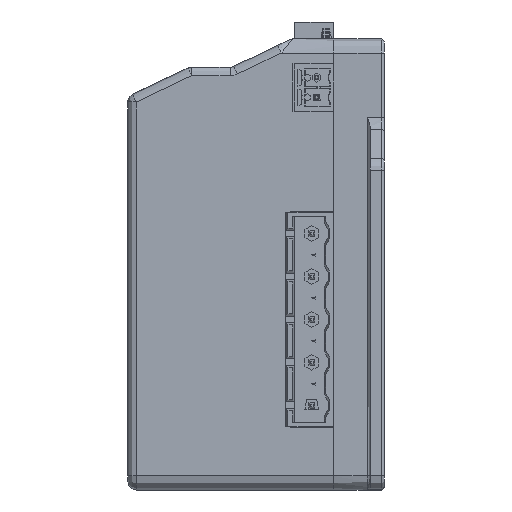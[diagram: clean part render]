
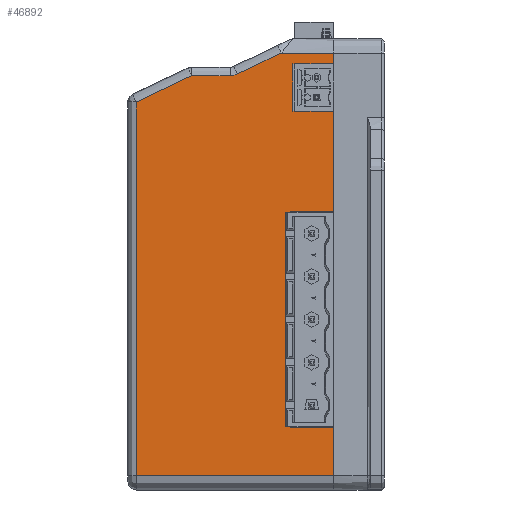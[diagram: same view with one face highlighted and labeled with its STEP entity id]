
A CAD part, left-side view. The second image highlights one B-rep face of the part: STEP entity #46892.
In plain terms, the highlighted face is planar.
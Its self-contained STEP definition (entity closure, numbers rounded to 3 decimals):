
#524 = CARTESIAN_POINT ( 'NONE',  ( 150., 0., -2.5 ) ) ;
#1394 = LINE ( 'NONE', #76305, #5511 ) ;
#1634 = EDGE_CURVE ( 'NONE', #2134, #17840, #22840, .T. ) ;
#1722 = DIRECTION ( 'NONE',  ( 0., 0.903, 0.43 ) ) ;
#2134 = VERTEX_POINT ( 'NONE', #70548 ) ;
#5301 = DIRECTION ( 'NONE',  ( 0., 0., 1. ) ) ;
#5310 = ORIENTED_EDGE ( 'NONE', *, *, #74243, .F. ) ;
#5366 = DIRECTION ( 'NONE',  ( 0., 0., -1. ) ) ;
#5398 = EDGE_CURVE ( 'NONE', #48768, #17840, #60059, .T. ) ;
#5511 = VECTOR ( 'NONE', #112292, 1000. ) ;
#6655 = CARTESIAN_POINT ( 'NONE',  ( 150., 7., -75.525 ) ) ;
#10212 = CIRCLE ( 'NONE', #63615, 3. ) ;
#12954 = ORIENTED_EDGE ( 'NONE', *, *, #45292, .F. ) ;
#14660 = EDGE_CURVE ( 'NONE', #43556, #112316, #10212, .T. ) ;
#17840 = VERTEX_POINT ( 'NONE', #19041 ) ;
#18401 = CARTESIAN_POINT ( 'NONE',  ( 150., 0., -77.5 ) ) ;
#19041 = CARTESIAN_POINT ( 'NONE',  ( 150., 0., -75.525 ) ) ;
#20229 = VECTOR ( 'NONE', #45528, 1000. ) ;
#21876 = VERTEX_POINT ( 'NONE', #27733 ) ;
#22840 = LINE ( 'NONE', #26548, #83956 ) ;
#26548 = CARTESIAN_POINT ( 'NONE',  ( 150., 0., -80. ) ) ;
#27733 = CARTESIAN_POINT ( 'NONE',  ( 150., 35., -2.5 ) ) ;
#28697 = CARTESIAN_POINT ( 'NONE',  ( 150., 17.049, -73.791 ) ) ;
#31021 = DIRECTION ( 'NONE',  ( 0., -1., 0. ) ) ;
#31446 = CARTESIAN_POINT ( 'NONE',  ( 150., 0., -80. ) ) ;
#31694 = CARTESIAN_POINT ( 'NONE',  ( 150., 7., -75.525 ) ) ;
#32520 = DIRECTION ( 'NONE',  ( 0., -1., 0. ) ) ;
#34445 = EDGE_CURVE ( 'NONE', #80539, #89367, #1394, .T. ) ;
#35727 = EDGE_LOOP ( 'NONE', ( #63697, #82752, #92438, #49141, #102058, #96012, #85564, #45054, #12954, #37526, #58212, #66618, #79236, #5310, #62830, #98764 ) ) ;
#35830 = EDGE_CURVE ( 'NONE', #88726, #87875, #112499, .T. ) ;
#36596 = CARTESIAN_POINT ( 'NONE',  ( 150., 7.7, -11.125 ) ) ;
#37000 = VECTOR ( 'NONE', #32520, 1000. ) ;
#37196 = CARTESIAN_POINT ( 'NONE',  ( 150., 7., -67.225 ) ) ;
#37526 = ORIENTED_EDGE ( 'NONE', *, *, #86170, .F. ) ;
#38249 = CARTESIAN_POINT ( 'NONE',  ( 150., 18.339, -73.5 ) ) ;
#39191 = VECTOR ( 'NONE', #92884, 1000. ) ;
#42686 = CARTESIAN_POINT ( 'NONE',  ( 150., 35., -68.815 ) ) ;
#42989 = VECTOR ( 'NONE', #88617, 1000. ) ;
#43556 = VERTEX_POINT ( 'NONE', #38249 ) ;
#44281 = LINE ( 'NONE', #83456, #91832 ) ;
#45054 = ORIENTED_EDGE ( 'NONE', *, *, #34445, .F. ) ;
#45292 = EDGE_CURVE ( 'NONE', #110610, #80539, #109517, .T. ) ;
#45528 = DIRECTION ( 'NONE',  ( 0., -1., 0. ) ) ;
#45875 = CARTESIAN_POINT ( 'NONE',  ( 150., 35., 0. ) ) ;
#46045 = LINE ( 'NONE', #57362, #58230 ) ;
#46892 = ADVANCED_FACE ( 'NONE', ( #65966 ), #63957, .T. ) ;
#48501 = DIRECTION ( 'NONE',  ( 0., 0., 1. ) ) ;
#48768 = VERTEX_POINT ( 'NONE', #31694 ) ;
#49141 = ORIENTED_EDGE ( 'NONE', *, *, #86204, .T. ) ;
#52439 = CARTESIAN_POINT ( 'NONE',  ( 150., 7.7, -11.125 ) ) ;
#53299 = CARTESIAN_POINT ( 'NONE',  ( 150., 7., -67.225 ) ) ;
#53831 = CARTESIAN_POINT ( 'NONE',  ( 150., 33.181, -69.681 ) ) ;
#53980 = CARTESIAN_POINT ( 'NONE',  ( 150., 9.261, -77.5 ) ) ;
#55712 = DIRECTION ( 'NONE',  ( 0., 0., 1. ) ) ;
#56280 = VECTOR ( 'NONE', #1722, 1000. ) ;
#57362 = CARTESIAN_POINT ( 'NONE',  ( 150., 7., -67.225 ) ) ;
#58212 = ORIENTED_EDGE ( 'NONE', *, *, #80373, .T. ) ;
#58230 = VECTOR ( 'NONE', #5301, 1000. ) ;
#58570 = LINE ( 'NONE', #86951, #105985 ) ;
#59156 = VERTEX_POINT ( 'NONE', #53980 ) ;
#60059 = LINE ( 'NONE', #6655, #37000 ) ;
#60406 = DIRECTION ( 'NONE',  ( 0., 0.903, 0.43 ) ) ;
#60752 = DIRECTION ( 'NONE',  ( 0., 0., 1. ) ) ;
#60939 = CARTESIAN_POINT ( 'NONE',  ( 150., 0., -2.5 ) ) ;
#61023 = LINE ( 'NONE', #60939, #90853 ) ;
#62830 = ORIENTED_EDGE ( 'NONE', *, *, #5398, .T. ) ;
#63615 = AXIS2_PLACEMENT_3D ( 'NONE', #65451, #82912, #5366 ) ;
#63697 = ORIENTED_EDGE ( 'NONE', *, *, #76039, .T. ) ;
#63957 = PLANE ( 'NONE',  #84167 ) ;
#64553 = CARTESIAN_POINT ( 'NONE',  ( 150., 0., -11.125 ) ) ;
#65076 = DIRECTION ( 'NONE',  ( 0., 0., -1. ) ) ;
#65451 = CARTESIAN_POINT ( 'NONE',  ( 150., 18.339, -76.5 ) ) ;
#65966 = FACE_OUTER_BOUND ( 'NONE', #35727, .T. ) ;
#66618 = ORIENTED_EDGE ( 'NONE', *, *, #35830, .F. ) ;
#70548 = CARTESIAN_POINT ( 'NONE',  ( 150., 0., -77.5 ) ) ;
#71235 = EDGE_CURVE ( 'NONE', #98956, #86018, #102399, .T. ) ;
#71630 = VERTEX_POINT ( 'NONE', #53299 ) ;
#74243 = EDGE_CURVE ( 'NONE', #48768, #71630, #46045, .T. ) ;
#74791 = CARTESIAN_POINT ( 'NONE',  ( 150., 7.7, -49.375 ) ) ;
#75041 = CARTESIAN_POINT ( 'NONE',  ( 150., 25.161, -73.5 ) ) ;
#76039 = EDGE_CURVE ( 'NONE', #2134, #59156, #81011, .T. ) ;
#76058 = VECTOR ( 'NONE', #55712, 1000. ) ;
#76071 = CARTESIAN_POINT ( 'NONE',  ( 150., 0., -67.225 ) ) ;
#76305 = CARTESIAN_POINT ( 'NONE',  ( 150., 0., -80. ) ) ;
#78370 = VECTOR ( 'NONE', #31021, 1000. ) ;
#78782 = DIRECTION ( 'NONE',  ( 0., -1., 0. ) ) ;
#79236 = ORIENTED_EDGE ( 'NONE', *, *, #81388, .F. ) ;
#80373 = EDGE_CURVE ( 'NONE', #109729, #87875, #58570, .T. ) ;
#80539 = VERTEX_POINT ( 'NONE', #64553 ) ;
#81011 = LINE ( 'NONE', #18401, #42989 ) ;
#81234 = CARTESIAN_POINT ( 'NONE',  ( 150., 0., -49.375 ) ) ;
#81388 = EDGE_CURVE ( 'NONE', #71630, #88726, #97666, .T. ) ;
#82157 = DIRECTION ( 'NONE',  ( 1., 0., 0. ) ) ;
#82752 = ORIENTED_EDGE ( 'NONE', *, *, #94107, .T. ) ;
#82912 = DIRECTION ( 'NONE',  ( 1., 0., 0. ) ) ;
#83029 = CARTESIAN_POINT ( 'NONE',  ( 150., 7.7, -11.125 ) ) ;
#83456 = CARTESIAN_POINT ( 'NONE',  ( 150., 0., -73.5 ) ) ;
#83697 = VECTOR ( 'NONE', #48501, 1000. ) ;
#83956 = VECTOR ( 'NONE', #60752, 1000. ) ;
#84167 = AXIS2_PLACEMENT_3D ( 'NONE', #108236, #82157, #65076 ) ;
#85564 = ORIENTED_EDGE ( 'NONE', *, *, #91123, .T. ) ;
#86018 = VERTEX_POINT ( 'NONE', #42686 ) ;
#86170 = EDGE_CURVE ( 'NONE', #109729, #110610, #98602, .T. ) ;
#86204 = EDGE_CURVE ( 'NONE', #43556, #98956, #44281, .T. ) ;
#86379 = VECTOR ( 'NONE', #60406, 1000. ) ;
#86951 = CARTESIAN_POINT ( 'NONE',  ( 150., 7.7, -49.375 ) ) ;
#87875 = VERTEX_POINT ( 'NONE', #81234 ) ;
#88617 = DIRECTION ( 'NONE',  ( 0., 1., 0. ) ) ;
#88726 = VERTEX_POINT ( 'NONE', #76071 ) ;
#89367 = VERTEX_POINT ( 'NONE', #524 ) ;
#90829 = EDGE_CURVE ( 'NONE', #86018, #21876, #111256, .T. ) ;
#90853 = VECTOR ( 'NONE', #78782, 1000. ) ;
#91123 = EDGE_CURVE ( 'NONE', #21876, #89367, #61023, .T. ) ;
#91832 = VECTOR ( 'NONE', #100859, 1000. ) ;
#92438 = ORIENTED_EDGE ( 'NONE', *, *, #14660, .F. ) ;
#92884 = DIRECTION ( 'NONE',  ( 0., 0., 1. ) ) ;
#94107 = EDGE_CURVE ( 'NONE', #59156, #112316, #109389, .T. ) ;
#96012 = ORIENTED_EDGE ( 'NONE', *, *, #90829, .T. ) ;
#97666 = LINE ( 'NONE', #37196, #20229 ) ;
#98602 = LINE ( 'NONE', #36596, #83697 ) ;
#98764 = ORIENTED_EDGE ( 'NONE', *, *, #1634, .F. ) ;
#98956 = VERTEX_POINT ( 'NONE', #75041 ) ;
#100859 = DIRECTION ( 'NONE',  ( 0., 1., 0. ) ) ;
#102058 = ORIENTED_EDGE ( 'NONE', *, *, #71235, .T. ) ;
#102399 = LINE ( 'NONE', #53831, #56280 ) ;
#103275 = DIRECTION ( 'NONE',  ( 0., -1., 0. ) ) ;
#105480 = CARTESIAN_POINT ( 'NONE',  ( 150., 31.795, -66.77 ) ) ;
#105985 = VECTOR ( 'NONE', #103275, 1000. ) ;
#108236 = CARTESIAN_POINT ( 'NONE',  ( 150., 0., 0. ) ) ;
#109389 = LINE ( 'NONE', #105480, #86379 ) ;
#109517 = LINE ( 'NONE', #83029, #78370 ) ;
#109729 = VERTEX_POINT ( 'NONE', #74791 ) ;
#110610 = VERTEX_POINT ( 'NONE', #52439 ) ;
#111256 = LINE ( 'NONE', #45875, #76058 ) ;
#112292 = DIRECTION ( 'NONE',  ( 0., 0., 1. ) ) ;
#112316 = VERTEX_POINT ( 'NONE', #28697 ) ;
#112499 = LINE ( 'NONE', #31446, #39191 ) ;
